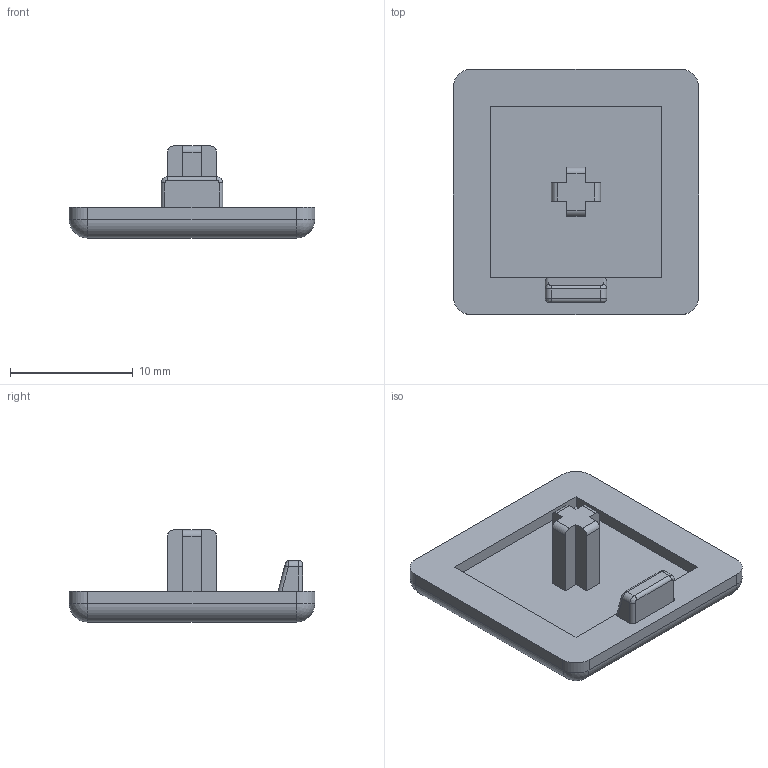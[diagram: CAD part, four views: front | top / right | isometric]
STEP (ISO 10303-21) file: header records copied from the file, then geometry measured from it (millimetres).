
FILE_DESCRIPTION((''),'2;1');
FILE_NAME('AR3595.stp','2022-01-31T14:40:02',('arma01'),(''),'Autodesk Inventor 2013','Autodesk Inventor 2013','');
FILE_SCHEMA(('AUTOMOTIVE_DESIGN { 1 0 10303 214 1 1 1 1 }'));
Length unit declared in the file: millimetre
Products named in the file (1): AR3595
Bounding box: 20 x 20 x 7.5 mm (x, y, z)
Volume: 841.3 mm3; surface area: 1116.6 mm2
Topology: 1 solids, 1 shells, 57 faces, 137 edges, 84 vertices
Faces by surface type: plane 29, cylinder 20, bspline 4, sphere 4
Entity records: 1787 total; most frequent: CARTESIAN_POINT 415, DIRECTION 289, ORIENTED_EDGE 274, EDGE_CURVE 137, AXIS2_PLACEMENT_3D 98, VECTOR 93, LINE 93, VERTEX_POINT 84
